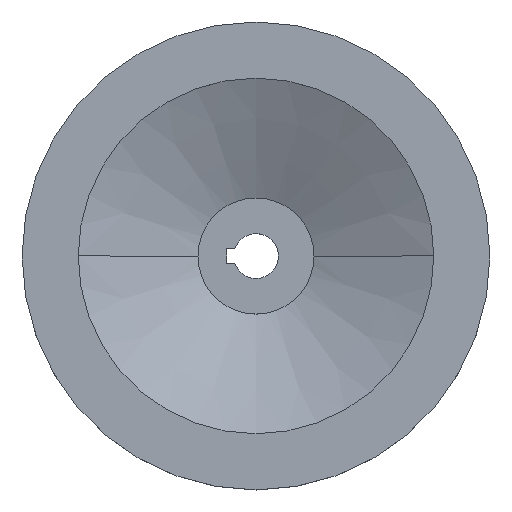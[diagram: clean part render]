
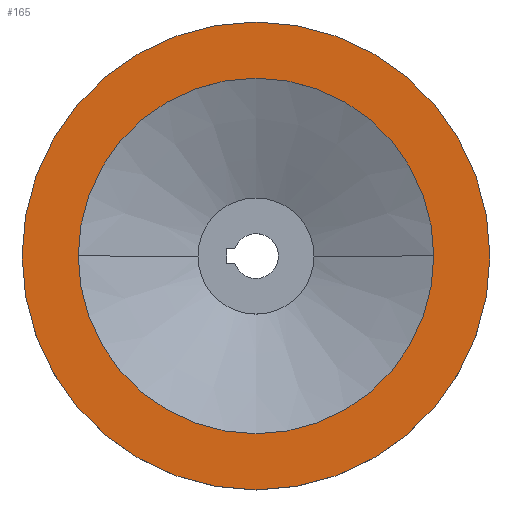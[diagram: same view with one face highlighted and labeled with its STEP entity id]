
A CAD part, top view. The second image highlights one B-rep face of the part: STEP entity #165.
In plain terms, the highlighted planar face has unit normal (0, 0, 1).
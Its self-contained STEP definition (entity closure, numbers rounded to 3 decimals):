
#139=EDGE_CURVE('',#311,#295,#363,.T.);
#147=VERTEX_POINT('',#371);
#149=EDGE_CURVE('',#147,#283,#373,.T.);
#165=ADVANCED_FACE('',(#392,#393),#394,.T.);
#223=EDGE_CURVE('',#295,#311,#463,.T.);
#279=EDGE_CURVE('',#283,#147,#523,.T.);
#283=VERTEX_POINT('',#527);
#295=VERTEX_POINT('',#540);
#311=VERTEX_POINT('',#560);
#363=CIRCLE('',#604,62.5);
#371=CARTESIAN_POINT('',(-47.5,0.,33.0));
#373=CIRCLE('',#617,47.5);
#392=FACE_OUTER_BOUND('',#639,.T.);
#393=FACE_BOUND('',#640,.T.);
#394=PLANE('',#641);
#463=CIRCLE('',#734,62.5);
#523=CIRCLE('',#821,47.5);
#527=CARTESIAN_POINT('',(47.5,0.,33.0));
#540=CARTESIAN_POINT('',(-62.5,0.,33.0));
#560=CARTESIAN_POINT('',(62.5,0.,33.0));
#604=AXIS2_PLACEMENT_3D('',#917,#918,#919);
#617=AXIS2_PLACEMENT_3D('',#921,#922,#923);
#639=EDGE_LOOP('',(#958,#959));
#640=EDGE_LOOP('',(#960,#961));
#641=AXIS2_PLACEMENT_3D('',#962,#963,#964);
#734=AXIS2_PLACEMENT_3D('',#1064,#1065,#1066);
#821=AXIS2_PLACEMENT_3D('',#1122,#1123,#1124);
#917=CARTESIAN_POINT('',(0.,0.,33.0));
#918=DIRECTION('',(-0.0,0.0,-1.0));
#919=DIRECTION('',(-1.0,0.,0.0));
#921=CARTESIAN_POINT('',(0.,0.,33.0));
#922=DIRECTION('',(-0.0,0.0,-1.0));
#923=DIRECTION('',(-1.0,0.,0.0));
#958=ORIENTED_EDGE('',*,*,#223,.F.);
#959=ORIENTED_EDGE('',*,*,#139,.F.);
#960=ORIENTED_EDGE('',*,*,#149,.T.);
#961=ORIENTED_EDGE('',*,*,#279,.T.);
#962=CARTESIAN_POINT('',(-55.0,0.,33.0));
#963=DIRECTION('',(0.0,0.0,1.0));
#964=DIRECTION('',(-1.0,0.,0.0));
#1064=CARTESIAN_POINT('',(0.,0.,33.0));
#1065=DIRECTION('',(-0.0,0.0,-1.0));
#1066=DIRECTION('',(-1.0,0.,0.0));
#1122=CARTESIAN_POINT('',(0.,0.,33.0));
#1123=DIRECTION('',(-0.0,0.0,-1.0));
#1124=DIRECTION('',(-1.0,0.,0.0));
